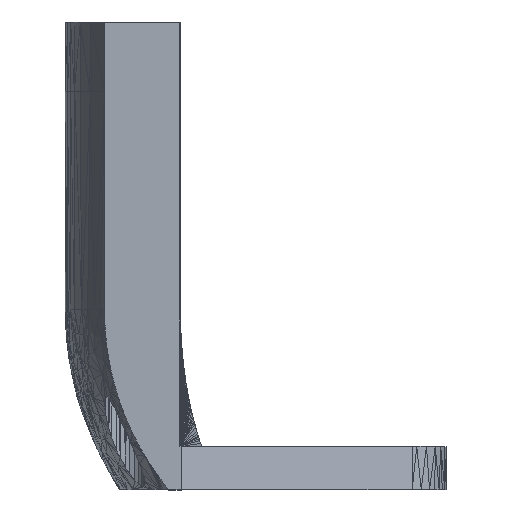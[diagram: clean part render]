
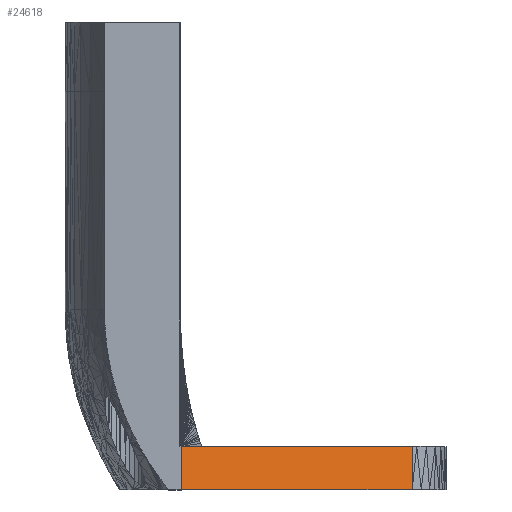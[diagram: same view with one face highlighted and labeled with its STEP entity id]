
A CAD part, top view. The second image highlights one B-rep face of the part: STEP entity #24618.
In plain terms, the highlighted planar face has unit normal (0.403, 0, 0.915).
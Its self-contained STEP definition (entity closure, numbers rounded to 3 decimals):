
#32=FACE_OUTER_BOUND('',#2127,.T.);
#2127=EDGE_LOOP('',(#16023,#16024,#16025,#16026));
#4251=LINE('',#36468,#7650);
#4380=LINE('',#36726,#7779);
#4509=LINE('',#36984,#7908);
#4510=LINE('',#36985,#7909);
#7650=VECTOR('',#28852,10.);
#7779=VECTOR('',#28987,10.);
#7908=VECTOR('',#29120,10.);
#7909=VECTOR('',#29121,10.);
#11049=VERTEX_POINT('',#36465);
#11050=VERTEX_POINT('',#36467);
#11175=VERTEX_POINT('',#36723);
#11176=VERTEX_POINT('',#36725);
#12361=EDGE_CURVE('',#11049,#11050,#4251,.T.);
#12490=EDGE_CURVE('',#11176,#11175,#4380,.T.);
#12619=EDGE_CURVE('',#11176,#11049,#4509,.T.);
#12620=EDGE_CURVE('',#11050,#11175,#4510,.T.);
#16023=ORIENTED_EDGE('',*,*,#12361,.F.);
#16024=ORIENTED_EDGE('',*,*,#12619,.F.);
#16025=ORIENTED_EDGE('',*,*,#12490,.T.);
#16026=ORIENTED_EDGE('',*,*,#12620,.F.);
#22528=PLANE('',#26722);
#24618=ADVANCED_FACE('',(#32),#22528,.T.);
#26722=AXIS2_PLACEMENT_3D('',#36983,#29118,#29119);
#28852=DIRECTION('',(0.915,0.,-0.403));
#28987=DIRECTION('',(0.915,0.,-0.403));
#29118=DIRECTION('center_axis',(0.403,0.,0.915));
#29119=DIRECTION('ref_axis',(0.915,0.,-0.403));
#29120=DIRECTION('',(0.,1.,0.));
#29121=DIRECTION('',(-0.001,-1.,0.));
#36465=CARTESIAN_POINT('',(-10.402,-26.5,21.51));
#36467=CARTESIAN_POINT('',(21.722,-26.5,7.376));
#36468=CARTESIAN_POINT('',(11.472,-26.5,11.886));
#36723=CARTESIAN_POINT('',(21.718,-32.5,7.378));
#36725=CARTESIAN_POINT('',(-10.401,-32.5,21.51));
#36726=CARTESIAN_POINT('',(-10.401,-32.5,21.51));
#36983=CARTESIAN_POINT('Origin',(21.718,-32.5,7.378));
#36984=CARTESIAN_POINT('',(-10.401,-32.502,21.51));
#36985=CARTESIAN_POINT('',(21.72,-29.5,7.377));
